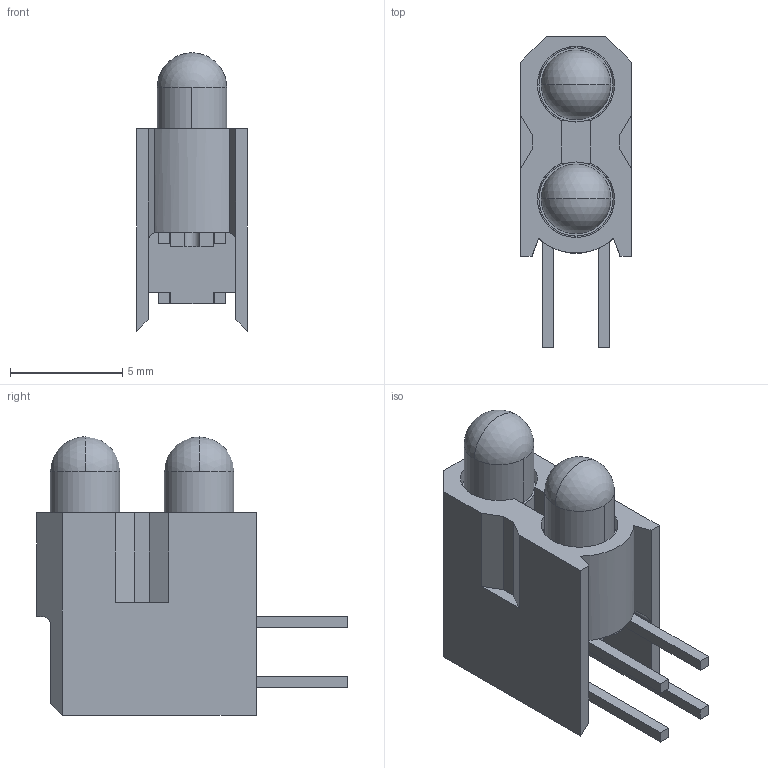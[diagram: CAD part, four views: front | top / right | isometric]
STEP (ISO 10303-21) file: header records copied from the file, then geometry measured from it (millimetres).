
FILE_DESCRIPTION (( 'STEP AP214' ), '1' );
FILE_NAME ('5680F Series.STEP', '2018-04-02T18:50:58', ( 'user' ), ( 'Microsoft' ), 'SwSTEP 2.0', 'SolidWorks 2016', '' );
FILE_SCHEMA (( 'AUTOMOTIVE_DESIGN' ));
Length unit declared in the file: inch
Products named in the file (4): 4303F Series_4303F FOR 5680F SERIES UP; F24915xKxx - C9275; 4303F Series_4303F FOR 5680F UP; 5680F Series
Assembly tree (3 placements, depth 2):
  5680F Series
    4303F Series_4303F FOR 5680F UP
    F24915xKxx - C9275
    4303F Series_4303F FOR 5680F SERIES UP
Bounding box: 4.93 x 13.84 x 12.4 mm (x, y, z)
Volume: 267.9 mm3; surface area: 779.4 mm2
Topology: 3 solids, 3 shells, 171 faces, 490 edges, 316 vertices
Faces by surface type: plane 142, cylinder 25, sphere 4
Entity records: 6102 total; most frequent: CARTESIAN_POINT 1045, ORIENTED_EDGE 972, DIRECTION 896, EDGE_CURVE 486, VECTOR 386, LINE 386, VERTEX_POINT 316, AXIS2_PLACEMENT_3D 255
